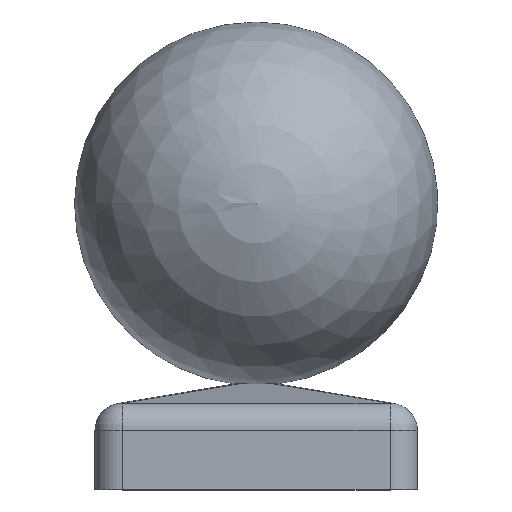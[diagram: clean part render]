
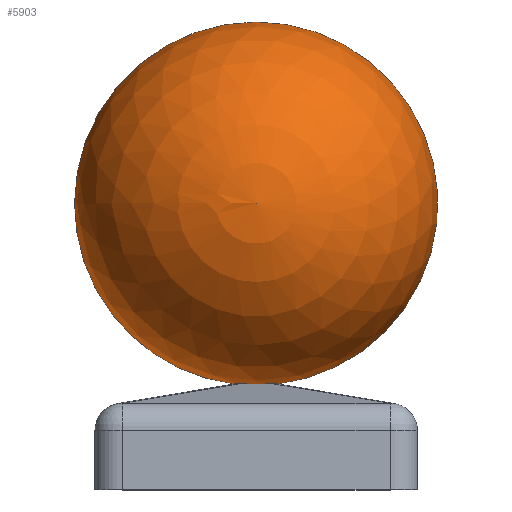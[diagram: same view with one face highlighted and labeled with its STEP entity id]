
A CAD part, top view. The second image highlights one B-rep face of the part: STEP entity #5903.
In plain terms, the highlighted spherical face has radius 20 mm.
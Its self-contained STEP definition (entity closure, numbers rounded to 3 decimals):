
#95 = EDGE_CURVE ( 'NONE', #6743, #2299, #9365, .T. ) ;
#642 = ORIENTED_EDGE ( 'NONE', *, *, #8650, .F. ) ;
#707 = CARTESIAN_POINT ( 'NONE',  ( -1.632, 11.681, 2.133 ) ) ;
#805 = DIRECTION ( 'NONE',  ( -0.986, -0.167, 0. ) ) ;
#854 = CARTESIAN_POINT ( 'NONE',  ( 1.632, 11.681, 2.133 ) ) ;
#901 = CARTESIAN_POINT ( 'NONE',  ( -2.133, 11.681, 1.632 ) ) ;
#1063 = ORIENTED_EDGE ( 'NONE', *, *, #95, .T. ) ;
#1278 = ORIENTED_EDGE ( 'NONE', *, *, #1591, .T. ) ;
#1328 = ORIENTED_EDGE ( 'NONE', *, *, #10386, .F. ) ;
#1591 = EDGE_CURVE ( 'NONE', #2299, #2493, #10753, .T. ) ;
#1885 = EDGE_CURVE ( 'NONE', #8630, #9461, #7100, .T. ) ;
#2299 = VERTEX_POINT ( 'NONE', #3475 ) ;
#2493 = VERTEX_POINT ( 'NONE', #3203 ) ;
#2587 = CARTESIAN_POINT ( 'NONE',  ( 0., 31.5, 0. ) ) ;
#2628 = B_SPLINE_CURVE_WITH_KNOTS ( 'NONE', 3,
 ( #10439, #4625, #10310, #11293, #3745, #854 ),
 .UNSPECIFIED., .F., .F.,
 ( 4, 2, 4 ),
 ( 0.002, 0.002, 0.002 ),
 .UNSPECIFIED. ) ;
#2634 = CARTESIAN_POINT ( 'NONE',  ( -2.037, 11.691, 1.863 ) ) ;
#3203 = CARTESIAN_POINT ( 'NONE',  ( 0., 51.5, 0. ) ) ;
#3435 = CARTESIAN_POINT ( 'NONE',  ( -2.133, 11.681, 1.632 ) ) ;
#3475 = CARTESIAN_POINT ( 'NONE',  ( 2.371, 11.641, 0. ) ) ;
#3631 = EDGE_CURVE ( 'NONE', #9461, #6428, #8968, .T. ) ;
#3745 = CARTESIAN_POINT ( 'NONE',  ( 1.751, 11.687, 2.098 ) ) ;
#4145 = ORIENTED_EDGE ( 'NONE', *, *, #5763, .T. ) ;
#4149 = DIRECTION ( 'NONE',  ( 0., 0., 1. ) ) ;
#4376 = AXIS2_PLACEMENT_3D ( 'NONE', #6285, #10920, #10150 ) ;
#4625 = CARTESIAN_POINT ( 'NONE',  ( 2.098, 11.687, 1.751 ) ) ;
#4702 = SPHERICAL_SURFACE ( 'NONE', #4376, 20. ) ;
#5036 = DIRECTION ( 'NONE',  ( 0.986, -0.167, 0. ) ) ;
#5111 = AXIS2_PLACEMENT_3D ( 'NONE', #2587, #11918, #11087 ) ;
#5763 = EDGE_CURVE ( 'NONE', #8630, #10523, #6322, .T. ) ;
#5788 = DIRECTION ( 'NONE',  ( 0., 0.986, 0.167 ) ) ;
#5903 = ADVANCED_FACE ( 'NONE', ( #12212 ), #4702, .T. ) ;
#6282 = AXIS2_PLACEMENT_3D ( 'NONE', #11402, #5788, #6630 ) ;
#6285 = CARTESIAN_POINT ( 'NONE',  ( 0., 31.5, 0. ) ) ;
#6322 = CIRCLE ( 'NONE', #6282, 5.656 ) ;
#6428 = VERTEX_POINT ( 'NONE', #8237 ) ;
#6550 = CARTESIAN_POINT ( 'NONE',  ( 3.206, 12.586, 0. ) ) ;
#6630 = DIRECTION ( 'NONE',  ( 0., 0.167, -0.986 ) ) ;
#6743 = VERTEX_POINT ( 'NONE', #7064 ) ;
#6805 = CARTESIAN_POINT ( 'NONE',  ( 1.632, 11.681, 2.133 ) ) ;
#6809 = EDGE_LOOP ( 'NONE', ( #1063, #1278, #642, #8198, #10356, #4145, #1328 ) ) ;
#6836 = CARTESIAN_POINT ( 'NONE',  ( 0., 31.5, 0. ) ) ;
#7064 = CARTESIAN_POINT ( 'NONE',  ( 2.133, 11.681, 1.632 ) ) ;
#7100 = B_SPLINE_CURVE_WITH_KNOTS ( 'NONE', 3,
 ( #707, #11969, #11889, #2634, #9263, #3435 ),
 .UNSPECIFIED., .F., .F.,
 ( 4, 2, 4 ),
 ( 0.002, 0.002, 0.002 ),
 .UNSPECIFIED. ) ;
#7219 = CARTESIAN_POINT ( 'NONE',  ( -1.632, 11.681, 2.133 ) ) ;
#7840 = AXIS2_PLACEMENT_3D ( 'NONE', #6550, #9276, #805 ) ;
#8198 = ORIENTED_EDGE ( 'NONE', *, *, #3631, .F. ) ;
#8237 = CARTESIAN_POINT ( 'NONE',  ( -2.371, 11.641, 0. ) ) ;
#8403 = CIRCLE ( 'NONE', #5111, 20. ) ;
#8630 = VERTEX_POINT ( 'NONE', #7219 ) ;
#8650 = EDGE_CURVE ( 'NONE', #6428, #2493, #8403, .T. ) ;
#8725 = DIRECTION ( 'NONE',  ( 0.167, 0.986, 0. ) ) ;
#8968 = CIRCLE ( 'NONE', #7840, 5.656 ) ;
#9250 = AXIS2_PLACEMENT_3D ( 'NONE', #6836, #4149, #10660 ) ;
#9263 = CARTESIAN_POINT ( 'NONE',  ( -2.098, 11.687, 1.751 ) ) ;
#9276 = DIRECTION ( 'NONE',  ( 0.167, -0.986, 0. ) ) ;
#9365 = CIRCLE ( 'NONE', #9957, 5.656 ) ;
#9461 = VERTEX_POINT ( 'NONE', #901 ) ;
#9957 = AXIS2_PLACEMENT_3D ( 'NONE', #10661, #8725, #5036 ) ;
#10150 = DIRECTION ( 'NONE',  ( -1., 0., 0. ) ) ;
#10310 = CARTESIAN_POINT ( 'NONE',  ( 2.037, 11.691, 1.863 ) ) ;
#10356 = ORIENTED_EDGE ( 'NONE', *, *, #1885, .F. ) ;
#10386 = EDGE_CURVE ( 'NONE', #6743, #10523, #2628, .T. ) ;
#10439 = CARTESIAN_POINT ( 'NONE',  ( 2.133, 11.681, 1.632 ) ) ;
#10523 = VERTEX_POINT ( 'NONE', #6805 ) ;
#10660 = DIRECTION ( 'NONE',  ( 1., 0., 0. ) ) ;
#10661 = CARTESIAN_POINT ( 'NONE',  ( -3.206, 12.586, 0. ) ) ;
#10753 = CIRCLE ( 'NONE', #9250, 20. ) ;
#10920 = DIRECTION ( 'NONE',  ( 0., 0., 1. ) ) ;
#11087 = DIRECTION ( 'NONE',  ( -1., 0., 0. ) ) ;
#11293 = CARTESIAN_POINT ( 'NONE',  ( 1.863, 11.691, 2.037 ) ) ;
#11402 = CARTESIAN_POINT ( 'NONE',  ( 0., 12.586, -3.206 ) ) ;
#11889 = CARTESIAN_POINT ( 'NONE',  ( -1.863, 11.691, 2.037 ) ) ;
#11918 = DIRECTION ( 'NONE',  ( 0., 0., -1. ) ) ;
#11969 = CARTESIAN_POINT ( 'NONE',  ( -1.751, 11.687, 2.098 ) ) ;
#12212 = FACE_OUTER_BOUND ( 'NONE', #6809, .T. ) ;
